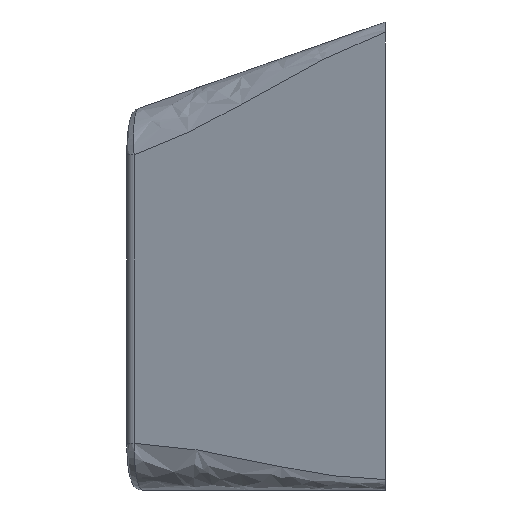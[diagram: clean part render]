
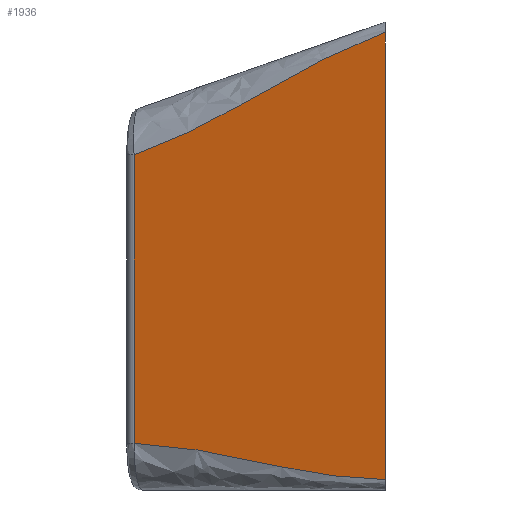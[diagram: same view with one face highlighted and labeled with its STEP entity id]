
A CAD part, left-side view. The second image highlights one B-rep face of the part: STEP entity #1936.
In plain terms, the highlighted planar face has unit normal (-0.958, 0.287, 0).
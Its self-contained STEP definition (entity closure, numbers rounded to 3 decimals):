
#1627=EDGE_CURVE('',#1628,#1630,#1632,.F.);
#1628=VERTEX_POINT('',#1629);
#1629=CARTESIAN_POINT('',(0.0,0.0,-0.384));
#1630=VERTEX_POINT('',#1631);
#1631=CARTESIAN_POINT('',(0.0,0.0,-17.6));
#1632=LINE('',#1633,#1634);
#1633=CARTESIAN_POINT('',(0.0,0.0,0.0));
#1634=VECTOR('',#1635,1.0);
#1635=DIRECTION('',(0.0,0.0,1.0));
#1936=ADVANCED_FACE('',(#1937),#1976,.F.);
#1937=FACE_BOUND('',#1938,.T.);
#1938=EDGE_LOOP('',(#1939,#1954,#1962,#1975));
#1939=ORIENTED_EDGE('',*,*,#1940,.T.);
#1940=EDGE_CURVE('',#1628,#1941,#1943,.T.);
#1941=VERTEX_POINT('',#1942);
#1942=CARTESIAN_POINT('',(2.899,9.664,-5.108));
#1943=B_SPLINE_CURVE_WITH_KNOTS('',3,(#1944,#1945,#1946,#1947,#1948,#1949,#1950,#1951,#1952,#1953),.UNSPECIFIED.,.F.,.U.,(4,3,3,4),(-0.023,0.0,0.011,0.035),.UNSPECIFIED.);
#1944=CARTESIAN_POINT('',(-6.332,-21.107,7.004));
#1945=CARTESIAN_POINT('',(-4.233,-14.108,4.554));
#1946=CARTESIAN_POINT('',(-2.133,-7.11,2.105));
#1947=CARTESIAN_POINT('',(-0.033,-0.111,-0.345));
#1948=CARTESIAN_POINT('',(0.967,3.223,-1.511));
#1949=CARTESIAN_POINT('',(1.851,6.168,-3.885));
#1950=CARTESIAN_POINT('',(2.851,9.502,-5.052));
#1951=CARTESIAN_POINT('',(5.0,16.667,-7.559));
#1952=CARTESIAN_POINT('',(7.149,23.832,-10.067));
#1953=CARTESIAN_POINT('',(9.299,30.996,-12.575));
#1954=ORIENTED_EDGE('',*,*,#1955,.T.);
#1955=EDGE_CURVE('',#1941,#1956,#1958,.T.);
#1956=VERTEX_POINT('',#1957);
#1957=CARTESIAN_POINT('',(2.899,9.664,-16.205));
#1958=LINE('',#1959,#1960);
#1959=CARTESIAN_POINT('',(2.899,9.664,0.0));
#1960=VECTOR('',#1961,1.0);
#1961=DIRECTION('',(0.0,0.0,-1.0));
#1962=ORIENTED_EDGE('',*,*,#1963,.T.);
#1963=EDGE_CURVE('',#1956,#1630,#1964,.T.);
#1964=B_SPLINE_CURVE_WITH_KNOTS('',3,(#1965,#1966,#1967,#1968,#1969,#1970,#1971,#1972,#1973,#1974),.UNSPECIFIED.,.F.,.U.,(4,3,3,4),(-0.032,-0.01,0.0,0.021),.UNSPECIFIED.);
#1965=CARTESIAN_POINT('',(9.235,30.783,-16.2));
#1966=CARTESIAN_POINT('',(7.157,23.855,-16.2));
#1967=CARTESIAN_POINT('',(5.078,16.928,-16.2));
#1968=CARTESIAN_POINT('',(3.0,10.0,-16.2));
#1969=CARTESIAN_POINT('',(2.0,6.667,-16.2));
#1970=CARTESIAN_POINT('',(1.0,3.333,-17.6));
#1971=CARTESIAN_POINT('',(0.,0.,-17.6));
#1972=CARTESIAN_POINT('',(-2.052,-6.841,-17.6));
#1973=CARTESIAN_POINT('',(-4.104,-13.681,-17.6));
#1974=CARTESIAN_POINT('',(-6.157,-20.522,-17.6));
#1975=ORIENTED_EDGE('',*,*,#1627,.F.);
#1976=PLANE('',#1977);
#1977=AXIS2_PLACEMENT_3D('',#1978,#1979,#1980);
#1978=CARTESIAN_POINT('',(0.,0.,0.0));
#1979=DIRECTION('',(0.958,-0.287,0.0));
#1980=DIRECTION('',(0.287,0.958,0.0));
